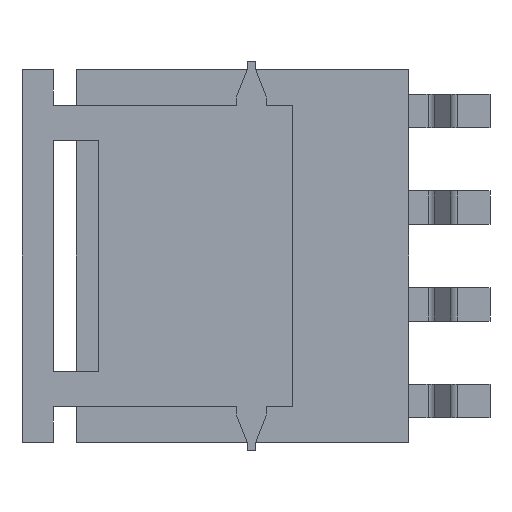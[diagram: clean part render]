
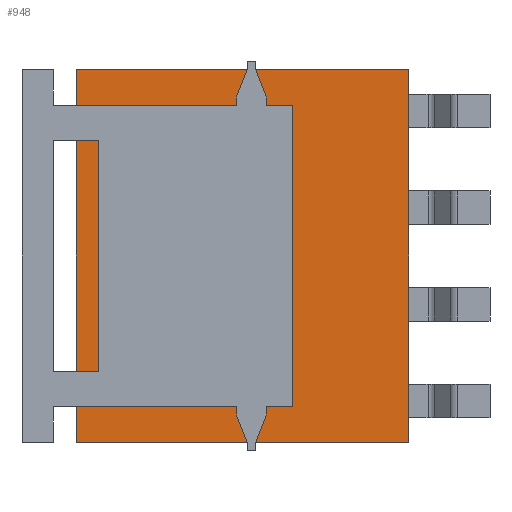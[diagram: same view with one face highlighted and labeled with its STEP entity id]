
A CAD part, front view. The second image highlights one B-rep face of the part: STEP entity #948.
In plain terms, the highlighted planar face has unit normal (0, -1, 0).
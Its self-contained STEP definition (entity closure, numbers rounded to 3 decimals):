
#144 = LINE ( 'NONE', #1405, #2520 ) ;
#188 = VERTEX_POINT ( 'NONE', #837 ) ;
#240 = CARTESIAN_POINT ( 'NONE',  ( -2.185, 0.05, -2.45 ) ) ;
#308 = DIRECTION ( 'NONE',  ( 0., -1., 0. ) ) ;
#340 = CARTESIAN_POINT ( 'NONE',  ( 2.185, 0.05, -2.45 ) ) ;
#471 = DIRECTION ( 'NONE',  ( 0., 0., -1. ) ) ;
#485 = EDGE_CURVE ( 'NONE', #2088, #188, #2208, .T. ) ;
#546 = LINE ( 'NONE', #2395, #613 ) ;
#613 = VECTOR ( 'NONE', #1400, 1000. ) ;
#727 = ORIENTED_EDGE ( 'NONE', *, *, #485, .F. ) ;
#837 = CARTESIAN_POINT ( 'NONE',  ( 2.185, 0.05, -2.45 ) ) ;
#871 = EDGE_LOOP ( 'NONE', ( #727, #1180, #1211, #1384 ) ) ;
#938 = EDGE_CURVE ( 'NONE', #188, #1865, #546, .T. ) ;
#948 = ADVANCED_FACE ( 'NONE', ( #1464 ), #2012, .T. ) ;
#1078 = EDGE_CURVE ( 'NONE', #1865, #2224, #2178, .T. ) ;
#1083 = DIRECTION ( 'NONE',  ( 0., 0., -1. ) ) ;
#1180 = ORIENTED_EDGE ( 'NONE', *, *, #2306, .F. ) ;
#1211 = ORIENTED_EDGE ( 'NONE', *, *, #1078, .F. ) ;
#1325 = CARTESIAN_POINT ( 'NONE',  ( 2.185, 0.05, 2.45 ) ) ;
#1384 = ORIENTED_EDGE ( 'NONE', *, *, #938, .F. ) ;
#1400 = DIRECTION ( 'NONE',  ( -1., 0., 0. ) ) ;
#1405 = CARTESIAN_POINT ( 'NONE',  ( -2.185, 0.05, 2.45 ) ) ;
#1464 = FACE_OUTER_BOUND ( 'NONE', #871, .T. ) ;
#1570 = VECTOR ( 'NONE', #2424, 1000. ) ;
#1735 = DIRECTION ( 'NONE',  ( 1., 0., 0. ) ) ;
#1780 = AXIS2_PLACEMENT_3D ( 'NONE', #340, #308, #471 ) ;
#1860 = CARTESIAN_POINT ( 'NONE',  ( 2.185, 0.05, 2.45 ) ) ;
#1865 = VERTEX_POINT ( 'NONE', #240 ) ;
#2012 = PLANE ( 'NONE',  #1780 ) ;
#2088 = VERTEX_POINT ( 'NONE', #1325 ) ;
#2155 = CARTESIAN_POINT ( 'NONE',  ( -2.185, 0.05, 2.45 ) ) ;
#2172 = VECTOR ( 'NONE', #1083, 1000. ) ;
#2178 = LINE ( 'NONE', #2703, #1570 ) ;
#2208 = LINE ( 'NONE', #1860, #2172 ) ;
#2224 = VERTEX_POINT ( 'NONE', #2155 ) ;
#2306 = EDGE_CURVE ( 'NONE', #2224, #2088, #144, .T. ) ;
#2395 = CARTESIAN_POINT ( 'NONE',  ( -2.185, 0.05, -2.45 ) ) ;
#2424 = DIRECTION ( 'NONE',  ( 0., 0., 1. ) ) ;
#2520 = VECTOR ( 'NONE', #1735, 1000. ) ;
#2703 = CARTESIAN_POINT ( 'NONE',  ( -2.185, 0.05, 2.45 ) ) ;
